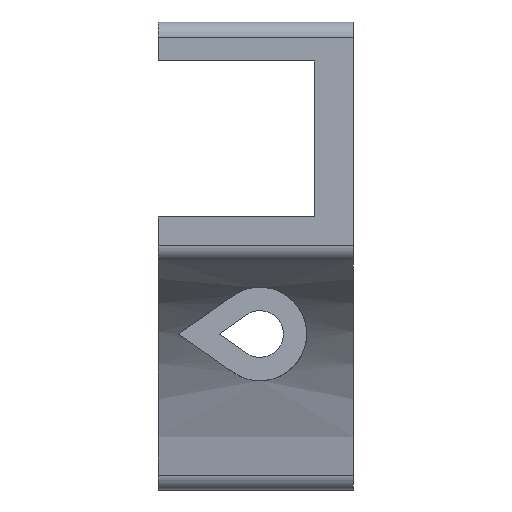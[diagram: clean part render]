
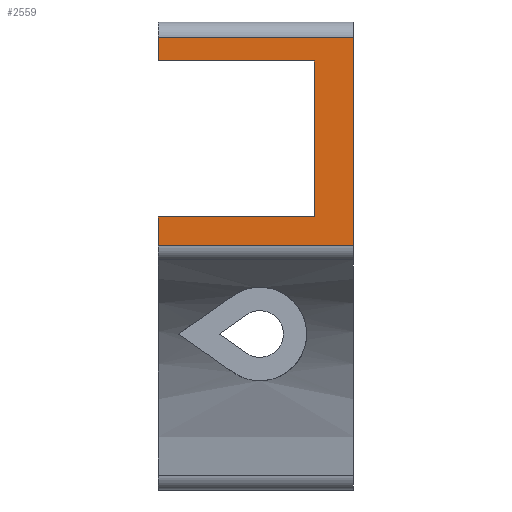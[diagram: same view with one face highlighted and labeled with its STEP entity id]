
A CAD part, left-side view. The second image highlights one B-rep face of the part: STEP entity #2559.
In plain terms, the highlighted planar face has unit normal (-1, 0, 0).
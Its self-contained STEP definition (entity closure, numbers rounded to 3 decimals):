
#45 = PLANE('',#46);
#46 = AXIS2_PLACEMENT_3D('',#47,#48,#49);
#47 = CARTESIAN_POINT('',(-7.,-85.,-35.));
#48 = DIRECTION('',(0.,1.,0.));
#49 = DIRECTION('',(1.,0.,0.));
#106 = PLANE('',#107);
#107 = AXIS2_PLACEMENT_3D('',#108,#109,#110);
#108 = CARTESIAN_POINT('',(-7.,-60.,-35.));
#109 = DIRECTION('',(0.,1.,0.));
#110 = DIRECTION('',(1.,0.,0.));
#136 = CYLINDRICAL_SURFACE('',#137,2.);
#137 = AXIS2_PLACEMENT_3D('',#138,#139,#140);
#138 = CARTESIAN_POINT('',(-25.,-85.,-3.695));
#139 = DIRECTION('',(0.,1.,0.));
#140 = DIRECTION('',(-0.42,0.,-0.907)
  );
#1452 = VERTEX_POINT('',#1453);
#1453 = CARTESIAN_POINT('',(-27.,-85.,-3.695));
#1475 = EDGE_CURVE('',#1476,#1452,#1478,.T.);
#1476 = VERTEX_POINT('',#1477);
#1477 = CARTESIAN_POINT('',(-27.,-85.,23.));
#1478 = SURFACE_CURVE('',#1479,(#1483,#1490),.PCURVE_S1.);
#1479 = LINE('',#1480,#1481);
#1480 = CARTESIAN_POINT('',(-27.,-85.,25.));
#1481 = VECTOR('',#1482,1.);
#1482 = DIRECTION('',(0.,0.,-1.));
#1483 = PCURVE('',#45,#1484);
#1484 = DEFINITIONAL_REPRESENTATION('',(#1485),#1489);
#1485 = LINE('',#1486,#1487);
#1486 = CARTESIAN_POINT('',(-20.,-60.));
#1487 = VECTOR('',#1488,1.);
#1488 = DIRECTION('',(0.,1.));
#1489 = ( GEOMETRIC_REPRESENTATION_CONTEXT(2) 
PARAMETRIC_REPRESENTATION_CONTEXT() REPRESENTATION_CONTEXT('2D SPACE',''
  ) );
#1490 = PCURVE('',#1491,#1496);
#1491 = PLANE('',#1492);
#1492 = AXIS2_PLACEMENT_3D('',#1493,#1494,#1495);
#1493 = CARTESIAN_POINT('',(-27.,-85.,25.));
#1494 = DIRECTION('',(-1.,-0.,0.));
#1495 = DIRECTION('',(0.,0.,-1.));
#1496 = DEFINITIONAL_REPRESENTATION('',(#1497),#1501);
#1497 = LINE('',#1498,#1499);
#1498 = CARTESIAN_POINT('',(0.,0.));
#1499 = VECTOR('',#1500,1.);
#1500 = DIRECTION('',(1.,0.));
#1501 = ( GEOMETRIC_REPRESENTATION_CONTEXT(2) 
PARAMETRIC_REPRESENTATION_CONTEXT() REPRESENTATION_CONTEXT('2D SPACE',''
  ) );
#1520 = CYLINDRICAL_SURFACE('',#1521,2.);
#1521 = AXIS2_PLACEMENT_3D('',#1522,#1523,#1524);
#1522 = CARTESIAN_POINT('',(-25.,-85.,23.));
#1523 = DIRECTION('',(0.,1.,0.));
#1524 = DIRECTION('',(-1.,0.,0.));
#2014 = EDGE_CURVE('',#1452,#2015,#2017,.T.);
#2015 = VERTEX_POINT('',#2016);
#2016 = CARTESIAN_POINT('',(-27.,-60.,-3.695));
#2017 = SURFACE_CURVE('',#2018,(#2022,#2029),.PCURVE_S1.);
#2018 = LINE('',#2019,#2020);
#2019 = CARTESIAN_POINT('',(-27.,-85.,-3.695));
#2020 = VECTOR('',#2021,1.);
#2021 = DIRECTION('',(0.,1.,0.));
#2022 = PCURVE('',#136,#2023);
#2023 = DEFINITIONAL_REPRESENTATION('',(#2024),#2028);
#2024 = LINE('',#2025,#2026);
#2025 = CARTESIAN_POINT('',(1.137,0.));
#2026 = VECTOR('',#2027,1.);
#2027 = DIRECTION('',(0.,1.));
#2028 = ( GEOMETRIC_REPRESENTATION_CONTEXT(2) 
PARAMETRIC_REPRESENTATION_CONTEXT() REPRESENTATION_CONTEXT('2D SPACE',''
  ) );
#2029 = PCURVE('',#1491,#2030);
#2030 = DEFINITIONAL_REPRESENTATION('',(#2031),#2035);
#2031 = LINE('',#2032,#2033);
#2032 = CARTESIAN_POINT('',(28.695,0.));
#2033 = VECTOR('',#2034,1.);
#2034 = DIRECTION('',(0.,-1.));
#2035 = ( GEOMETRIC_REPRESENTATION_CONTEXT(2) 
PARAMETRIC_REPRESENTATION_CONTEXT() REPRESENTATION_CONTEXT('2D SPACE',''
  ) );
#2089 = EDGE_CURVE('',#2090,#2015,#2092,.T.);
#2090 = VERTEX_POINT('',#2091);
#2091 = CARTESIAN_POINT('',(-27.,-60.,0.));
#2092 = SURFACE_CURVE('',#2093,(#2097,#2104),.PCURVE_S1.);
#2093 = LINE('',#2094,#2095);
#2094 = CARTESIAN_POINT('',(-27.,-60.,25.));
#2095 = VECTOR('',#2096,1.);
#2096 = DIRECTION('',(0.,0.,-1.));
#2097 = PCURVE('',#106,#2098);
#2098 = DEFINITIONAL_REPRESENTATION('',(#2099),#2103);
#2099 = LINE('',#2100,#2101);
#2100 = CARTESIAN_POINT('',(-20.,-60.));
#2101 = VECTOR('',#2102,1.);
#2102 = DIRECTION('',(0.,1.));
#2103 = ( GEOMETRIC_REPRESENTATION_CONTEXT(2) 
PARAMETRIC_REPRESENTATION_CONTEXT() REPRESENTATION_CONTEXT('2D SPACE',''
  ) );
#2104 = PCURVE('',#1491,#2105);
#2105 = DEFINITIONAL_REPRESENTATION('',(#2106),#2110);
#2106 = LINE('',#2107,#2108);
#2107 = CARTESIAN_POINT('',(0.,-25.));
#2108 = VECTOR('',#2109,1.);
#2109 = DIRECTION('',(1.,0.));
#2110 = ( GEOMETRIC_REPRESENTATION_CONTEXT(2) 
PARAMETRIC_REPRESENTATION_CONTEXT() REPRESENTATION_CONTEXT('2D SPACE',''
  ) );
#2128 = PLANE('',#2129);
#2129 = AXIS2_PLACEMENT_3D('',#2130,#2131,#2132);
#2130 = CARTESIAN_POINT('',(59.,-60.,0.));
#2131 = DIRECTION('',(0.,0.,1.));
#2132 = DIRECTION('',(0.,-1.,0.));
#2559 = ADVANCED_FACE('',(#2560),#1491,.T.);
#2560 = FACE_BOUND('',#2561,.T.);
#2561 = EDGE_LOOP('',(#2562,#2563,#2586,#2614,#2640,#2666,#2685,#2686));
#2562 = ORIENTED_EDGE('',*,*,#1475,.F.);
#2563 = ORIENTED_EDGE('',*,*,#2564,.T.);
#2564 = EDGE_CURVE('',#1476,#2565,#2567,.T.);
#2565 = VERTEX_POINT('',#2566);
#2566 = CARTESIAN_POINT('',(-27.,-60.,23.));
#2567 = SURFACE_CURVE('',#2568,(#2572,#2579),.PCURVE_S1.);
#2568 = LINE('',#2569,#2570);
#2569 = CARTESIAN_POINT('',(-27.,-85.,23.));
#2570 = VECTOR('',#2571,1.);
#2571 = DIRECTION('',(0.,1.,0.));
#2572 = PCURVE('',#1491,#2573);
#2573 = DEFINITIONAL_REPRESENTATION('',(#2574),#2578);
#2574 = LINE('',#2575,#2576);
#2575 = CARTESIAN_POINT('',(2.,0.));
#2576 = VECTOR('',#2577,1.);
#2577 = DIRECTION('',(0.,-1.));
#2578 = ( GEOMETRIC_REPRESENTATION_CONTEXT(2) 
PARAMETRIC_REPRESENTATION_CONTEXT() REPRESENTATION_CONTEXT('2D SPACE',''
  ) );
#2579 = PCURVE('',#1520,#2580);
#2580 = DEFINITIONAL_REPRESENTATION('',(#2581),#2585);
#2581 = LINE('',#2582,#2583);
#2582 = CARTESIAN_POINT('',(0.,0.));
#2583 = VECTOR('',#2584,1.);
#2584 = DIRECTION('',(0.,1.));
#2585 = ( GEOMETRIC_REPRESENTATION_CONTEXT(2) 
PARAMETRIC_REPRESENTATION_CONTEXT() REPRESENTATION_CONTEXT('2D SPACE',''
  ) );
#2586 = ORIENTED_EDGE('',*,*,#2587,.T.);
#2587 = EDGE_CURVE('',#2565,#2588,#2590,.T.);
#2588 = VERTEX_POINT('',#2589);
#2589 = CARTESIAN_POINT('',(-27.,-60.,20.));
#2590 = SURFACE_CURVE('',#2591,(#2595,#2602),.PCURVE_S1.);
#2591 = LINE('',#2592,#2593);
#2592 = CARTESIAN_POINT('',(-27.,-60.,25.));
#2593 = VECTOR('',#2594,1.);
#2594 = DIRECTION('',(0.,0.,-1.));
#2595 = PCURVE('',#1491,#2596);
#2596 = DEFINITIONAL_REPRESENTATION('',(#2597),#2601);
#2597 = LINE('',#2598,#2599);
#2598 = CARTESIAN_POINT('',(0.,-25.));
#2599 = VECTOR('',#2600,1.);
#2600 = DIRECTION('',(1.,0.));
#2601 = ( GEOMETRIC_REPRESENTATION_CONTEXT(2) 
PARAMETRIC_REPRESENTATION_CONTEXT() REPRESENTATION_CONTEXT('2D SPACE',''
  ) );
#2602 = PCURVE('',#2603,#2608);
#2603 = PLANE('',#2604);
#2604 = AXIS2_PLACEMENT_3D('',#2605,#2606,#2607);
#2605 = CARTESIAN_POINT('',(-7.,-60.,-35.));
#2606 = DIRECTION('',(0.,1.,0.));
#2607 = DIRECTION('',(1.,0.,0.));
#2608 = DEFINITIONAL_REPRESENTATION('',(#2609),#2613);
#2609 = LINE('',#2610,#2611);
#2610 = CARTESIAN_POINT('',(-20.,-60.));
#2611 = VECTOR('',#2612,1.);
#2612 = DIRECTION('',(0.,1.));
#2613 = ( GEOMETRIC_REPRESENTATION_CONTEXT(2) 
PARAMETRIC_REPRESENTATION_CONTEXT() REPRESENTATION_CONTEXT('2D SPACE',''
  ) );
#2614 = ORIENTED_EDGE('',*,*,#2615,.T.);
#2615 = EDGE_CURVE('',#2588,#2616,#2618,.T.);
#2616 = VERTEX_POINT('',#2617);
#2617 = CARTESIAN_POINT('',(-27.,-80.,20.));
#2618 = SURFACE_CURVE('',#2619,(#2623,#2629),.PCURVE_S1.);
#2619 = LINE('',#2620,#2621);
#2620 = CARTESIAN_POINT('',(-27.,-82.5,20.));
#2621 = VECTOR('',#2622,1.);
#2622 = DIRECTION('',(0.,-1.,0.));
#2623 = PCURVE('',#1491,#2624);
#2624 = DEFINITIONAL_REPRESENTATION('',(#2625),#2628);
#2625 = B_SPLINE_CURVE_WITH_KNOTS('',1,(#2626,#2627),.UNSPECIFIED.,.F.,
  .F.,(2,2),(-24.5,-0.5),.PIECEWISE_BEZIER_KNOTS.);
#2626 = CARTESIAN_POINT('',(5.,-27.));
#2627 = CARTESIAN_POINT('',(5.,-3.));
#2628 = ( GEOMETRIC_REPRESENTATION_CONTEXT(2) 
PARAMETRIC_REPRESENTATION_CONTEXT() REPRESENTATION_CONTEXT('2D SPACE',''
  ) );
#2629 = PCURVE('',#2630,#2635);
#2630 = PLANE('',#2631);
#2631 = AXIS2_PLACEMENT_3D('',#2632,#2633,#2634);
#2632 = CARTESIAN_POINT('',(59.,-80.,20.));
#2633 = DIRECTION('',(0.,0.,-1.));
#2634 = DIRECTION('',(0.,1.,0.));
#2635 = DEFINITIONAL_REPRESENTATION('',(#2636),#2639);
#2636 = B_SPLINE_CURVE_WITH_KNOTS('',1,(#2637,#2638),.UNSPECIFIED.,.F.,
  .F.,(2,2),(-24.5,-0.5),.PIECEWISE_BEZIER_KNOTS.);
#2637 = CARTESIAN_POINT('',(22.,-86.));
#2638 = CARTESIAN_POINT('',(-2.,-86.));
#2639 = ( GEOMETRIC_REPRESENTATION_CONTEXT(2) 
PARAMETRIC_REPRESENTATION_CONTEXT() REPRESENTATION_CONTEXT('2D SPACE',''
  ) );
#2640 = ORIENTED_EDGE('',*,*,#2641,.T.);
#2641 = EDGE_CURVE('',#2616,#2642,#2644,.T.);
#2642 = VERTEX_POINT('',#2643);
#2643 = CARTESIAN_POINT('',(-27.,-80.,0.));
#2644 = SURFACE_CURVE('',#2645,(#2649,#2655),.PCURVE_S1.);
#2645 = LINE('',#2646,#2647);
#2646 = CARTESIAN_POINT('',(-27.,-80.,12.5));
#2647 = VECTOR('',#2648,1.);
#2648 = DIRECTION('',(0.,0.,-1.));
#2649 = PCURVE('',#1491,#2650);
#2650 = DEFINITIONAL_REPRESENTATION('',(#2651),#2654);
#2651 = B_SPLINE_CURVE_WITH_KNOTS('',1,(#2652,#2653),.UNSPECIFIED.,.F.,
  .F.,(2,2),(-9.5,14.5),.PIECEWISE_BEZIER_KNOTS.);
#2652 = CARTESIAN_POINT('',(3.,-5.));
#2653 = CARTESIAN_POINT('',(27.,-5.));
#2654 = ( GEOMETRIC_REPRESENTATION_CONTEXT(2) 
PARAMETRIC_REPRESENTATION_CONTEXT() REPRESENTATION_CONTEXT('2D SPACE',''
  ) );
#2655 = PCURVE('',#2656,#2661);
#2656 = PLANE('',#2657);
#2657 = AXIS2_PLACEMENT_3D('',#2658,#2659,#2660);
#2658 = CARTESIAN_POINT('',(59.,-80.,0.));
#2659 = DIRECTION('',(0.,1.,0.));
#2660 = DIRECTION('',(0.,0.,1.));
#2661 = DEFINITIONAL_REPRESENTATION('',(#2662),#2665);
#2662 = B_SPLINE_CURVE_WITH_KNOTS('',1,(#2663,#2664),.UNSPECIFIED.,.F.,
  .F.,(2,2),(-9.5,14.5),.PIECEWISE_BEZIER_KNOTS.);
#2663 = CARTESIAN_POINT('',(22.,-86.));
#2664 = CARTESIAN_POINT('',(-2.,-86.));
#2665 = ( GEOMETRIC_REPRESENTATION_CONTEXT(2) 
PARAMETRIC_REPRESENTATION_CONTEXT() REPRESENTATION_CONTEXT('2D SPACE',''
  ) );
#2666 = ORIENTED_EDGE('',*,*,#2667,.T.);
#2667 = EDGE_CURVE('',#2642,#2090,#2668,.T.);
#2668 = SURFACE_CURVE('',#2669,(#2673,#2679),.PCURVE_S1.);
#2669 = LINE('',#2670,#2671);
#2670 = CARTESIAN_POINT('',(-27.,-72.5,0.));
#2671 = VECTOR('',#2672,1.);
#2672 = DIRECTION('',(0.,1.,0.));
#2673 = PCURVE('',#1491,#2674);
#2674 = DEFINITIONAL_REPRESENTATION('',(#2675),#2678);
#2675 = B_SPLINE_CURVE_WITH_KNOTS('',1,(#2676,#2677),.UNSPECIFIED.,.F.,
  .F.,(2,2),(-9.5,14.5),.PIECEWISE_BEZIER_KNOTS.);
#2676 = CARTESIAN_POINT('',(25.,-3.));
#2677 = CARTESIAN_POINT('',(25.,-27.));
#2678 = ( GEOMETRIC_REPRESENTATION_CONTEXT(2) 
PARAMETRIC_REPRESENTATION_CONTEXT() REPRESENTATION_CONTEXT('2D SPACE',''
  ) );
#2679 = PCURVE('',#2128,#2680);
#2680 = DEFINITIONAL_REPRESENTATION('',(#2681),#2684);
#2681 = B_SPLINE_CURVE_WITH_KNOTS('',1,(#2682,#2683),.UNSPECIFIED.,.F.,
  .F.,(2,2),(-9.5,14.5),.PIECEWISE_BEZIER_KNOTS.);
#2682 = CARTESIAN_POINT('',(22.,-86.));
#2683 = CARTESIAN_POINT('',(-2.,-86.));
#2684 = ( GEOMETRIC_REPRESENTATION_CONTEXT(2) 
PARAMETRIC_REPRESENTATION_CONTEXT() REPRESENTATION_CONTEXT('2D SPACE',''
  ) );
#2685 = ORIENTED_EDGE('',*,*,#2089,.T.);
#2686 = ORIENTED_EDGE('',*,*,#2014,.F.);
